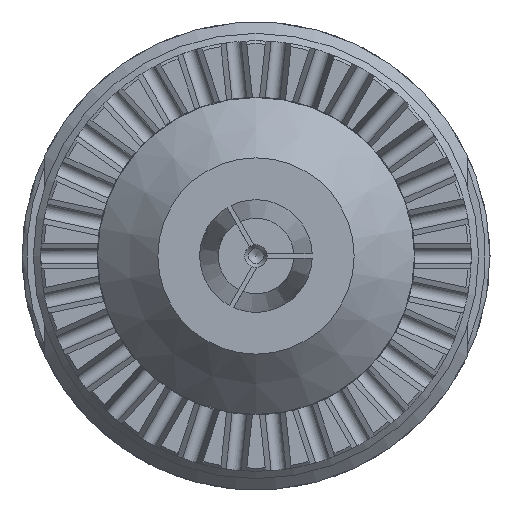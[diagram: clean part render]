
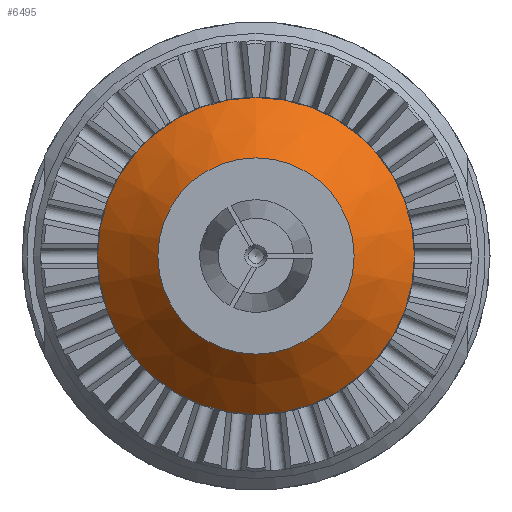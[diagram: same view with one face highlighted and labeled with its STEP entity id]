
A CAD part, left-side view. The second image highlights one B-rep face of the part: STEP entity #6495.
In plain terms, the highlighted conical face has half-angle 45 degrees and reference radius 8.5 mm.
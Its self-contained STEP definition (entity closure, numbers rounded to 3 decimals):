
#231=CONICAL_SURFACE('',#6927,8.5,0.785);
#488=LINE('',#10027,#983);
#983=VECTOR('',#7989,8.5);
#1811=FACE_OUTER_BOUND('',#2175,.T.);
#2175=EDGE_LOOP('',(#4880,#4881,#4882,#4883,#4884,#4885));
#2480=CIRCLE('',#6928,10.5);
#2481=CIRCLE('',#6929,10.5);
#2482=CIRCLE('',#6930,6.5);
#2483=CIRCLE('',#6931,6.5);
#2885=VERTEX_POINT('',#10022);
#2886=VERTEX_POINT('',#10023);
#2887=VERTEX_POINT('',#10026);
#2888=VERTEX_POINT('',#10028);
#3619=EDGE_CURVE('',#2885,#2886,#2480,.T.);
#3620=EDGE_CURVE('',#2886,#2885,#2481,.T.);
#3621=EDGE_CURVE('',#2886,#2887,#488,.T.);
#3622=EDGE_CURVE('',#2887,#2888,#2482,.T.);
#3623=EDGE_CURVE('',#2888,#2887,#2483,.T.);
#4880=ORIENTED_EDGE('',*,*,#3619,.F.);
#4881=ORIENTED_EDGE('',*,*,#3620,.F.);
#4882=ORIENTED_EDGE('',*,*,#3621,.T.);
#4883=ORIENTED_EDGE('',*,*,#3622,.T.);
#4884=ORIENTED_EDGE('',*,*,#3623,.T.);
#4885=ORIENTED_EDGE('',*,*,#3621,.F.);
#6495=ADVANCED_FACE('',(#1811),#231,.T.);
#6927=AXIS2_PLACEMENT_3D('',#10021,#7983,#7984);
#6928=AXIS2_PLACEMENT_3D('',#10024,#7985,#7986);
#6929=AXIS2_PLACEMENT_3D('',#10025,#7987,#7988);
#6930=AXIS2_PLACEMENT_3D('',#10029,#7990,#7991);
#6931=AXIS2_PLACEMENT_3D('',#10030,#7992,#7993);
#7983=DIRECTION('center_axis',(1.,0.,0.));
#7984=DIRECTION('ref_axis',(0.,0.,
-1.));
#7985=DIRECTION('center_axis',(1.,0.,0.));
#7986=DIRECTION('ref_axis',(0.,0.,
-1.));
#7987=DIRECTION('center_axis',(1.,0.,0.));
#7988=DIRECTION('ref_axis',(0.,0.,
-1.));
#7989=DIRECTION('',(-0.707,0.,-0.707));
#7990=DIRECTION('center_axis',(1.,0.,0.));
#7991=DIRECTION('ref_axis',(0.,0.,
-1.));
#7992=DIRECTION('center_axis',(1.,0.,0.));
#7993=DIRECTION('ref_axis',(0.,0.,
-1.));
#10021=CARTESIAN_POINT('Origin',(-87.996,0.,
0.));
#10022=CARTESIAN_POINT('',(-85.996,0.,-10.5));
#10023=CARTESIAN_POINT('',(-85.996,0.,10.5));
#10024=CARTESIAN_POINT('Origin',(-85.996,0.,
0.));
#10025=CARTESIAN_POINT('Origin',(-85.996,0.,
0.));
#10026=CARTESIAN_POINT('',(-89.996,0.,6.5));
#10027=CARTESIAN_POINT('',(-87.996,0.,8.5));
#10028=CARTESIAN_POINT('',(-89.996,0.,-6.5));
#10029=CARTESIAN_POINT('Origin',(-89.996,0.,
0.));
#10030=CARTESIAN_POINT('Origin',(-89.996,0.,
0.));
